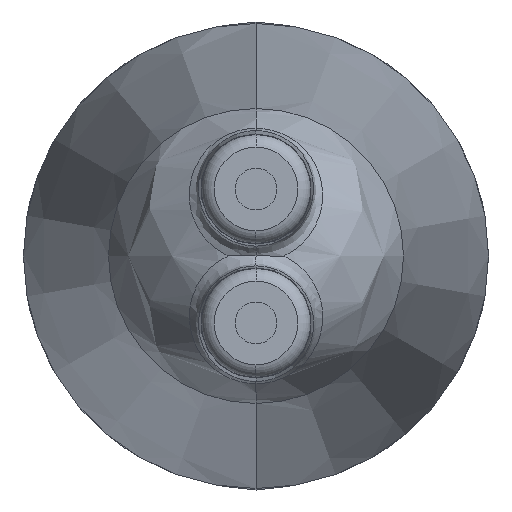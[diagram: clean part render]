
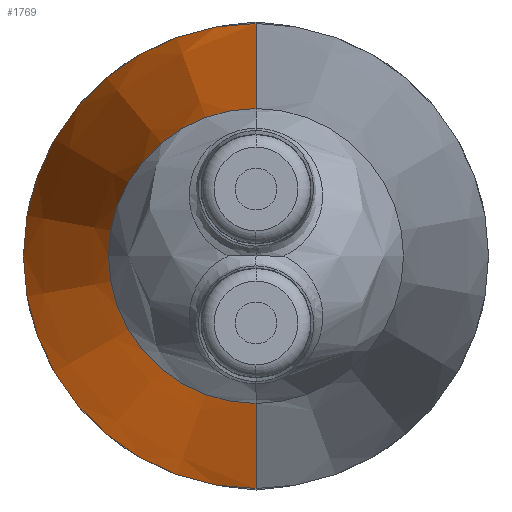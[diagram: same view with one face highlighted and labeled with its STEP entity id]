
A CAD part, front view. The second image highlights one B-rep face of the part: STEP entity #1769.
In plain terms, the highlighted conical face has half-angle 7 degrees and reference radius 1.135 mm.
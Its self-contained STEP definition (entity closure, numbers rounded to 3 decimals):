
#686=CARTESIAN_POINT('',(0.,1.79,0.));
#687=DIRECTION('',(0.,-1.,0.));
#688=DIRECTION('',(0.,0.,1.));
#689=AXIS2_PLACEMENT_3D('',#686,#687,#688);
#727=DIRECTION('',(0.,-0.993,-0.122));
#728=VECTOR('',#727,4.17);
#729=CARTESIAN_POINT('',(0.,5.929,1.39));
#730=LINE('',#729,#728);
#734=DIRECTION('',(0.,-0.993,0.122));
#735=VECTOR('',#734,4.17);
#736=CARTESIAN_POINT('',(0.,5.929,-1.39));
#737=LINE('',#736,#735);
#741=CARTESIAN_POINT('',(0.,5.929,0.));
#742=DIRECTION('',(0.,-1.,0.));
#743=DIRECTION('',(0.,0.,1.));
#744=AXIS2_PLACEMENT_3D('',#741,#742,#743);
#868=CARTESIAN_POINT('',(0.,5.929,1.39));
#870=VERTEX_POINT('',#868);
#871=CARTESIAN_POINT('',(0.,1.79,0.881));
#872=VERTEX_POINT('',#871);
#873=CARTESIAN_POINT('',(0.,5.929,-1.39));
#874=VERTEX_POINT('',#873);
#875=CARTESIAN_POINT('',(0.,1.79,-0.881));
#876=VERTEX_POINT('',#875);
#1755=CARTESIAN_POINT('',(0.,3.86,0.));
#1756=DIRECTION('',(0.,1.,0.));
#1757=DIRECTION('',(0.,0.,-1.));
#1758=AXIS2_PLACEMENT_3D('',#1755,#1756,#1757);
#1759=CONICAL_SURFACE('',#1758,1.135,7.);
#1761=ORIENTED_EDGE('',*,*,#1760,.T.);
#1762=ORIENTED_EDGE('',*,*,#1748,.T.);
#1764=ORIENTED_EDGE('',*,*,#1763,.F.);
#1766=ORIENTED_EDGE('',*,*,#1765,.F.);
#1767=EDGE_LOOP('',(#1761,#1762,#1764,#1766));
#1768=FACE_OUTER_BOUND('',#1767,.F.);
#1769=ADVANCED_FACE('',(#1768),#1759,.T.);
#690=CIRCLE('',#689,0.881);
#745=CIRCLE('',#744,1.39);
#1748=EDGE_CURVE('',#872,#876,#690,.T.);
#1760=EDGE_CURVE('',#870,#872,#730,.T.);
#1763=EDGE_CURVE('',#874,#876,#737,.T.);
#1765=EDGE_CURVE('',#870,#874,#745,.T.);
